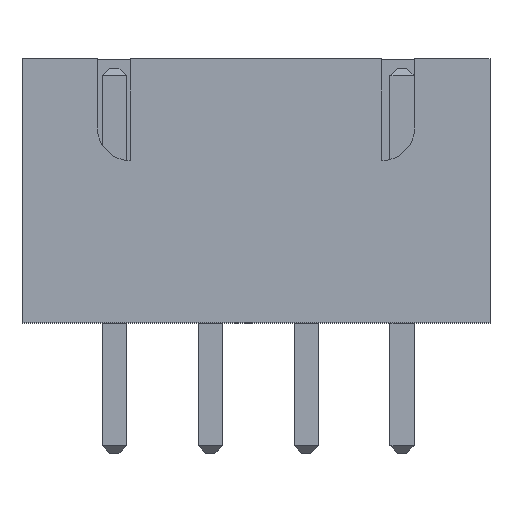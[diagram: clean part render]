
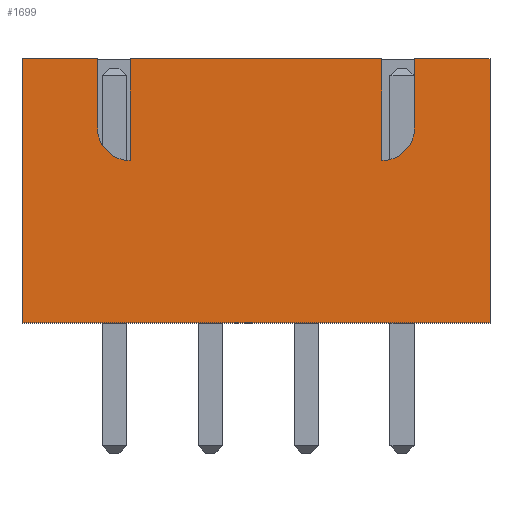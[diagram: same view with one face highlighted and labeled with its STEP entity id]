
A CAD part, top view. The second image highlights one B-rep face of the part: STEP entity #1699.
In plain terms, the highlighted planar face has unit normal (0, 0, 1).
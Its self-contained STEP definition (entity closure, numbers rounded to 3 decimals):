
#101=CIRCLE('',#1814,0.866);
#102=CIRCLE('',#1815,0.866);
#113=FACE_OUTER_BOUND('',#211,.T.);
#211=EDGE_LOOP('',(#1175,#1176,#1177,#1178,#1179,#1180,#1181,#1182,#1183,
#1184,#1185,#1186));
#312=LINE('',#2355,#536);
#322=LINE('',#2375,#546);
#333=LINE('',#2400,#557);
#340=LINE('',#2415,#564);
#342=LINE('',#2419,#566);
#343=LINE('',#2423,#567);
#344=LINE('',#2425,#568);
#345=LINE('',#2427,#569);
#346=LINE('',#2430,#570);
#347=LINE('',#2431,#571);
#536=VECTOR('',#1916,1000.);
#546=VECTOR('',#1928,1000.);
#557=VECTOR('',#1945,1000.);
#564=VECTOR('',#1958,1000.);
#566=VECTOR('',#1962,1000.);
#567=VECTOR('',#1965,1000.);
#568=VECTOR('',#1966,1000.);
#569=VECTOR('',#1967,1000.);
#570=VECTOR('',#1970,1000.);
#571=VECTOR('',#1971,1000.);
#760=VERTEX_POINT('',#2352);
#761=VERTEX_POINT('',#2354);
#766=VERTEX_POINT('',#2365);
#770=VERTEX_POINT('',#2373);
#781=VERTEX_POINT('',#2399);
#786=VERTEX_POINT('',#2413);
#787=VERTEX_POINT('',#2418);
#788=VERTEX_POINT('',#2420);
#789=VERTEX_POINT('',#2422);
#790=VERTEX_POINT('',#2424);
#791=VERTEX_POINT('',#2426);
#792=VERTEX_POINT('',#2428);
#904=EDGE_CURVE('',#760,#761,#312,.T.);
#914=EDGE_CURVE('',#770,#766,#322,.T.);
#926=EDGE_CURVE('',#761,#781,#333,.T.);
#934=EDGE_CURVE('',#770,#786,#340,.T.);
#936=EDGE_CURVE('',#787,#760,#342,.T.);
#937=EDGE_CURVE('',#788,#787,#101,.T.);
#938=EDGE_CURVE('',#789,#788,#343,.T.);
#939=EDGE_CURVE('',#790,#789,#344,.T.);
#940=EDGE_CURVE('',#791,#790,#345,.T.);
#941=EDGE_CURVE('',#792,#791,#102,.T.);
#942=EDGE_CURVE('',#766,#792,#346,.T.);
#943=EDGE_CURVE('',#786,#781,#347,.T.);
#1175=ORIENTED_EDGE('',*,*,#904,.F.);
#1176=ORIENTED_EDGE('',*,*,#936,.F.);
#1177=ORIENTED_EDGE('',*,*,#937,.F.);
#1178=ORIENTED_EDGE('',*,*,#938,.F.);
#1179=ORIENTED_EDGE('',*,*,#939,.F.);
#1180=ORIENTED_EDGE('',*,*,#940,.F.);
#1181=ORIENTED_EDGE('',*,*,#941,.F.);
#1182=ORIENTED_EDGE('',*,*,#942,.F.);
#1183=ORIENTED_EDGE('',*,*,#914,.F.);
#1184=ORIENTED_EDGE('',*,*,#934,.T.);
#1185=ORIENTED_EDGE('',*,*,#943,.T.);
#1186=ORIENTED_EDGE('',*,*,#926,.F.);
#1605=PLANE('',#1813);
#1699=ADVANCED_FACE('',(#113),#1605,.F.);
#1813=AXIS2_PLACEMENT_3D('',#2417,#1960,#1961);
#1814=AXIS2_PLACEMENT_3D('',#2421,#1963,#1964);
#1815=AXIS2_PLACEMENT_3D('',#2429,#1968,#1969);
#1916=DIRECTION('',(1.,0.,0.));
#1928=DIRECTION('',(1.,0.,0.));
#1945=DIRECTION('',(0.,-1.,0.));
#1958=DIRECTION('',(0.,-1.,0.));
#1960=DIRECTION('center_axis',(0.,0.,-1.));
#1961=DIRECTION('ref_axis',(-1.,0.,0.));
#1962=DIRECTION('',(0.,1.,0.));
#1963=DIRECTION('center_axis',(0.,0.,1.));
#1964=DIRECTION('ref_axis',(-1.,0.,0.));
#1965=DIRECTION('',(0.,-1.,0.));
#1966=DIRECTION('',(1.,0.,0.));
#1967=DIRECTION('',(0.,1.,0.));
#1968=DIRECTION('center_axis',(0.,0.,1.));
#1969=DIRECTION('ref_axis',(1.,0.,0.));
#1970=DIRECTION('',(0.,-1.,0.));
#1971=DIRECTION('',(1.,0.,0.));
#2352=CARTESIAN_POINT('',(4.2,7.,2.875));
#2354=CARTESIAN_POINT('',(6.2,7.,2.875));
#2355=CARTESIAN_POINT('',(-6.2,7.,2.875));
#2365=CARTESIAN_POINT('',(-4.2,7.,2.875));
#2373=CARTESIAN_POINT('',(-6.2,7.,2.875));
#2375=CARTESIAN_POINT('',(-6.2,7.,2.875));
#2399=CARTESIAN_POINT('',(6.2,0.,2.875));
#2400=CARTESIAN_POINT('',(6.2,7.,2.875));
#2413=CARTESIAN_POINT('',(-6.2,0.,2.875));
#2415=CARTESIAN_POINT('',(-6.2,7.,2.875));
#2417=CARTESIAN_POINT('Origin',(-6.2,7.,2.875));
#2418=CARTESIAN_POINT('',(4.2,5.166,2.875));
#2419=CARTESIAN_POINT('',(4.2,7.,2.875));
#2420=CARTESIAN_POINT('',(3.334,4.3,2.875));
#2421=CARTESIAN_POINT('Origin',(3.334,5.166,2.875));
#2422=CARTESIAN_POINT('',(3.334,7.,2.875));
#2423=CARTESIAN_POINT('',(3.334,4.3,2.875));
#2424=CARTESIAN_POINT('',(-3.334,7.,2.875));
#2425=CARTESIAN_POINT('',(-6.2,7.,2.875));
#2426=CARTESIAN_POINT('',(-3.334,4.3,2.875));
#2427=CARTESIAN_POINT('',(-3.334,4.3,2.875));
#2428=CARTESIAN_POINT('',(-4.2,5.166,2.875));
#2429=CARTESIAN_POINT('Origin',(-3.334,5.166,2.875));
#2430=CARTESIAN_POINT('',(-4.2,6.729,2.875));
#2431=CARTESIAN_POINT('',(-6.2,0.,2.875));
